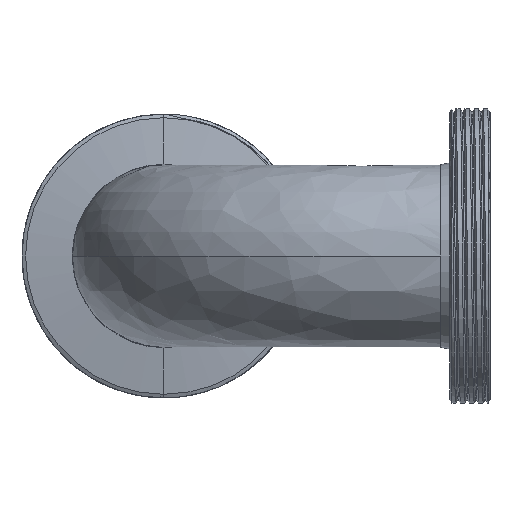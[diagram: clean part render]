
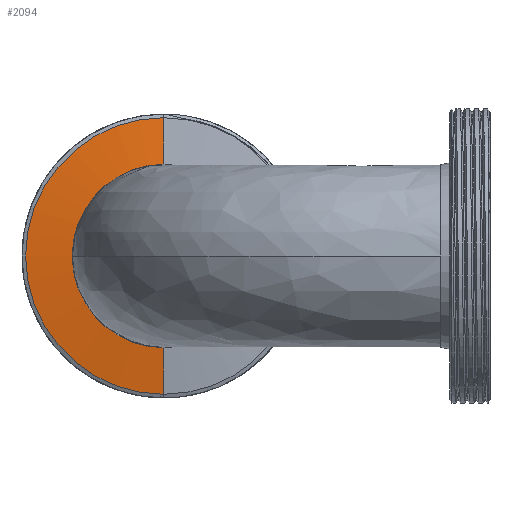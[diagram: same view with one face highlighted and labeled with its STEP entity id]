
A CAD part, left-side view. The second image highlights one B-rep face of the part: STEP entity #2094.
In plain terms, the highlighted conical face has half-angle 81.993 degrees and reference radius 38 mm.
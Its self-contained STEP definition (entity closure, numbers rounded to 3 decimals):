
#200 = DIRECTION ( 'NONE',  ( 0., 0., 1. ) ) ;
#264 = LINE ( 'NONE', #10522, #3579 ) ;
#670 = CARTESIAN_POINT ( 'NONE',  ( -10.943, 86., 38. ) ) ;
#1516 = ORIENTED_EDGE ( 'NONE', *, *, #9495, .F. ) ;
#1984 = VERTEX_POINT ( 'NONE', #10334 ) ;
#2094 = ADVANCED_FACE ( 'NONE', ( #4007 ), #4977, .T. ) ;
#3579 = VECTOR ( 'NONE', #6145, 1000. ) ;
#3603 = LINE ( 'NONE', #4887, #6472 ) ;
#3786 = CARTESIAN_POINT ( 'NONE',  ( -12.743, 86., -25.203 ) ) ;
#3883 = DIRECTION ( 'NONE',  ( 0., 0., 1. ) ) ;
#3951 = ORIENTED_EDGE ( 'NONE', *, *, #10315, .F. ) ;
#3999 = CARTESIAN_POINT ( 'NONE',  ( -10.943, 86., -38. ) ) ;
#4007 = FACE_OUTER_BOUND ( 'NONE', #4115, .T. ) ;
#4115 = EDGE_LOOP ( 'NONE', ( #3951, #12551, #7212, #1516 ) ) ;
#4270 = DIRECTION ( 'NONE',  ( -1., 0., 0. ) ) ;
#4345 = AXIS2_PLACEMENT_3D ( 'NONE', #8323, #5225, #8048 ) ;
#4447 = EDGE_CURVE ( 'NONE', #6904, #12826, #9489, .T. ) ;
#4887 = CARTESIAN_POINT ( 'NONE',  ( -10.943, 86., -38. ) ) ;
#4977 = CONICAL_SURFACE ( 'NONE', #4345, 38., 1.431 ) ;
#5225 = DIRECTION ( 'NONE',  ( 1., 0., 0. ) ) ;
#6145 = DIRECTION ( 'NONE',  ( 0.139, 0., 0.99 ) ) ;
#6280 = CARTESIAN_POINT ( 'NONE',  ( -12.743, 86., 0. ) ) ;
#6472 = VECTOR ( 'NONE', #10199, 1000. ) ;
#6727 = VERTEX_POINT ( 'NONE', #3786 ) ;
#6904 = VERTEX_POINT ( 'NONE', #670 ) ;
#7212 = ORIENTED_EDGE ( 'NONE', *, *, #4447, .T. ) ;
#7293 = EDGE_CURVE ( 'NONE', #1984, #6904, #264, .T. ) ;
#7522 = AXIS2_PLACEMENT_3D ( 'NONE', #6280, #4270, #200 ) ;
#8048 = DIRECTION ( 'NONE',  ( 0., 0., -1. ) ) ;
#8323 = CARTESIAN_POINT ( 'NONE',  ( -10.943, 86., 0. ) ) ;
#8607 = CIRCLE ( 'NONE', #7522, 25.203 ) ;
#8998 = DIRECTION ( 'NONE',  ( -1., 0., 0. ) ) ;
#9489 = CIRCLE ( 'NONE', #12929, 38. ) ;
#9495 = EDGE_CURVE ( 'NONE', #6727, #12826, #3603, .T. ) ;
#9873 = CARTESIAN_POINT ( 'NONE',  ( -10.943, 86., 0. ) ) ;
#10199 = DIRECTION ( 'NONE',  ( 0.139, 0., -0.99 ) ) ;
#10315 = EDGE_CURVE ( 'NONE', #1984, #6727, #8607, .T. ) ;
#10334 = CARTESIAN_POINT ( 'NONE',  ( -12.743, 86., 25.203 ) ) ;
#10522 = CARTESIAN_POINT ( 'NONE',  ( -10.943, 86., 38. ) ) ;
#12551 = ORIENTED_EDGE ( 'NONE', *, *, #7293, .T. ) ;
#12826 = VERTEX_POINT ( 'NONE', #3999 ) ;
#12929 = AXIS2_PLACEMENT_3D ( 'NONE', #9873, #8998, #3883 ) ;
